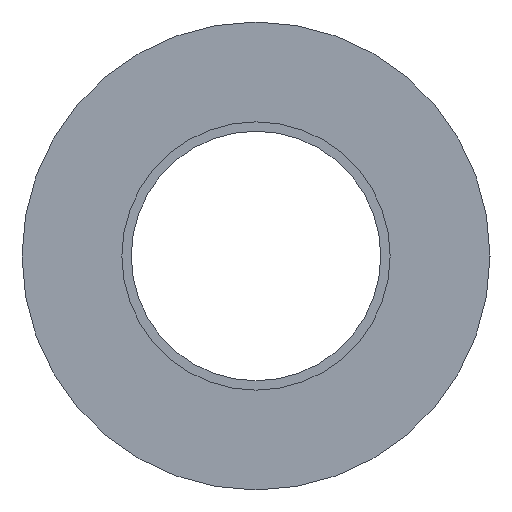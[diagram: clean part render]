
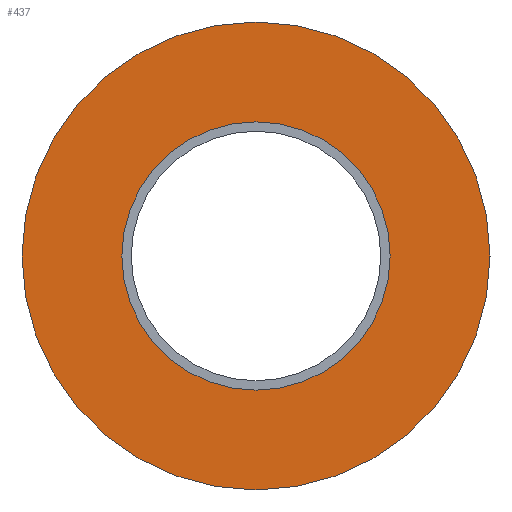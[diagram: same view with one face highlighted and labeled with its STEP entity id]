
A CAD part, left-side view. The second image highlights one B-rep face of the part: STEP entity #437.
In plain terms, the highlighted planar face has unit normal (1, 0, 0).
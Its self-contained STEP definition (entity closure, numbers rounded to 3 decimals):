
#11 = DIRECTION ( 'NONE',  ( 1., 0., 0. ) ) ;
#53 = ORIENTED_EDGE ( 'NONE', *, *, #293, .F. ) ;
#131 = EDGE_LOOP ( 'NONE', ( #381 ) ) ;
#180 = AXIS2_PLACEMENT_3D ( 'NONE', #440, #236, #307 ) ;
#193 = AXIS2_PLACEMENT_3D ( 'NONE', #629, #11, #449 ) ;
#209 = CARTESIAN_POINT ( 'NONE',  ( 0., 0., -8.6 ) ) ;
#221 = EDGE_CURVE ( 'NONE', #827, #827, #305, .T. ) ;
#236 = DIRECTION ( 'NONE',  ( -1., 0., 0. ) ) ;
#293 = EDGE_CURVE ( 'NONE', #701, #701, #513, .T. ) ;
#298 = DIRECTION ( 'NONE',  ( -1., 0., 0. ) ) ;
#305 = CIRCLE ( 'NONE', #193, 8.6 ) ;
#307 = DIRECTION ( 'NONE',  ( 0., 0., -1. ) ) ;
#315 = EDGE_LOOP ( 'NONE', ( #53 ) ) ;
#327 = AXIS2_PLACEMENT_3D ( 'NONE', #639, #298, #626 ) ;
#377 = PLANE ( 'NONE',  #327 ) ;
#381 = ORIENTED_EDGE ( 'NONE', *, *, #221, .F. ) ;
#437 = ADVANCED_FACE ( 'NONE', ( #538, #568 ), #377, .F. ) ;
#440 = CARTESIAN_POINT ( 'NONE',  ( 0., 0., 0. ) ) ;
#449 = DIRECTION ( 'NONE',  ( 0., 0., -1. ) ) ;
#513 = CIRCLE ( 'NONE', #180, 15. ) ;
#538 = FACE_BOUND ( 'NONE', #131, .T. ) ;
#568 = FACE_OUTER_BOUND ( 'NONE', #315, .T. ) ;
#609 = CARTESIAN_POINT ( 'NONE',  ( 0., 0., -15. ) ) ;
#626 = DIRECTION ( 'NONE',  ( 0., 0., 1. ) ) ;
#629 = CARTESIAN_POINT ( 'NONE',  ( 0., 0., 0. ) ) ;
#639 = CARTESIAN_POINT ( 'NONE',  ( 0., 7.5, 0. ) ) ;
#701 = VERTEX_POINT ( 'NONE', #609 ) ;
#827 = VERTEX_POINT ( 'NONE', #209 ) ;
